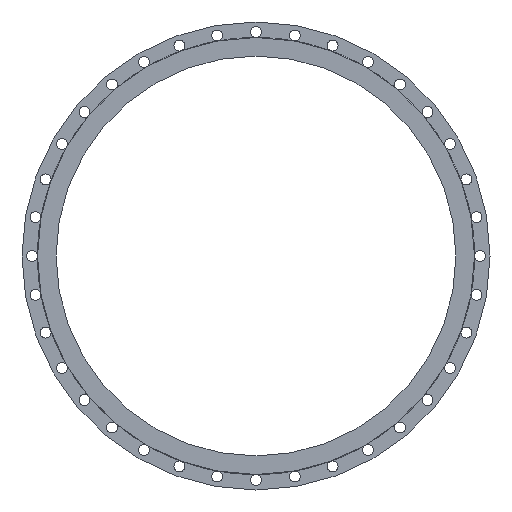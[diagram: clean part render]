
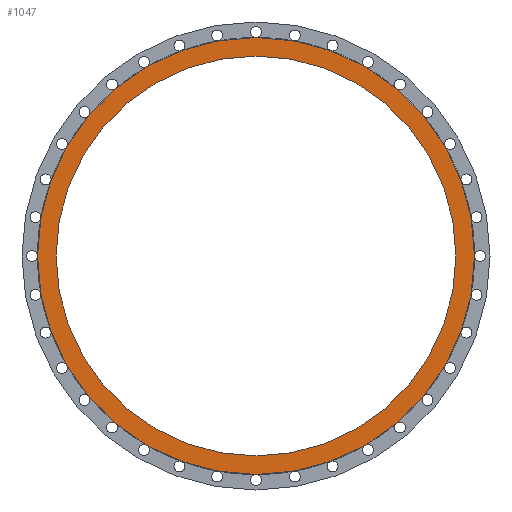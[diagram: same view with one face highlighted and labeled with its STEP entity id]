
A CAD part, left-side view. The second image highlights one B-rep face of the part: STEP entity #1047.
In plain terms, the highlighted planar face has unit normal (-1, 0, 0).
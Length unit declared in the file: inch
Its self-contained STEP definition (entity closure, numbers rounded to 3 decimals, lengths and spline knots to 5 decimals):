
#45 = CIRCLE ( 'NONE', #1044, 17.625 ) ;
#149 = PLANE ( 'NONE',  #3529 ) ;
#202 = DIRECTION ( 'NONE',  ( -1., 0., 0. ) ) ;
#220 = ORIENTED_EDGE ( 'NONE', *, *, #507, .F. ) ;
#341 = CIRCLE ( 'NONE', #1880, 16.125 ) ;
#507 = EDGE_CURVE ( 'NONE', #1415, #811, #341, .T. ) ;
#540 = ORIENTED_EDGE ( 'NONE', *, *, #721, .T. ) ;
#561 = FACE_BOUND ( 'NONE', #2579, .T. ) ;
#679 = EDGE_CURVE ( 'NONE', #3221, #2192, #3042, .T. ) ;
#715 = DIRECTION ( 'NONE',  ( -1., 0., 0. ) ) ;
#721 = EDGE_CURVE ( 'NONE', #2192, #3221, #45, .T. ) ;
#811 = VERTEX_POINT ( 'NONE', #1706 ) ;
#847 = DIRECTION ( 'NONE',  ( -1., 0., 0. ) ) ;
#930 = FACE_OUTER_BOUND ( 'NONE', #1452, .T. ) ;
#1044 = AXIS2_PLACEMENT_3D ( 'NONE', #1557, #202, #1332 ) ;
#1047 = ADVANCED_FACE ( 'NONE', ( #930, #561 ), #149, .T. ) ;
#1089 = CARTESIAN_POINT ( 'NONE',  ( -0.14414, 0., -17.625 ) ) ;
#1116 = CARTESIAN_POINT ( 'NONE',  ( -0.14414, 0., 0. ) ) ;
#1332 = DIRECTION ( 'NONE',  ( 0., 0., 1. ) ) ;
#1415 = VERTEX_POINT ( 'NONE', #1981 ) ;
#1452 = EDGE_LOOP ( 'NONE', ( #2171, #540 ) ) ;
#1504 = DIRECTION ( 'NONE',  ( 0., 0., 1. ) ) ;
#1557 = CARTESIAN_POINT ( 'NONE',  ( -0.14414, 0., 0. ) ) ;
#1591 = AXIS2_PLACEMENT_3D ( 'NONE', #2690, #715, #2165 ) ;
#1706 = CARTESIAN_POINT ( 'NONE',  ( -0.14414, 0., 16.125 ) ) ;
#1843 = DIRECTION ( 'NONE',  ( 0., 0., 1. ) ) ;
#1880 = AXIS2_PLACEMENT_3D ( 'NONE', #2308, #2910, #1504 ) ;
#1981 = CARTESIAN_POINT ( 'NONE',  ( -0.14414, 0., -16.125 ) ) ;
#2165 = DIRECTION ( 'NONE',  ( 0., 0., 1. ) ) ;
#2171 = ORIENTED_EDGE ( 'NONE', *, *, #679, .T. ) ;
#2192 = VERTEX_POINT ( 'NONE', #1089 ) ;
#2308 = CARTESIAN_POINT ( 'NONE',  ( -0.14414, 0., 0. ) ) ;
#2390 = CARTESIAN_POINT ( 'NONE',  ( -0.14414, 0., 17.625 ) ) ;
#2579 = EDGE_LOOP ( 'NONE', ( #2699, #220 ) ) ;
#2663 = AXIS2_PLACEMENT_3D ( 'NONE', #1116, #847, #3386 ) ;
#2687 = DIRECTION ( 'NONE',  ( -1., 0., 0. ) ) ;
#2690 = CARTESIAN_POINT ( 'NONE',  ( -0.14414, 0., 0. ) ) ;
#2699 = ORIENTED_EDGE ( 'NONE', *, *, #3098, .F. ) ;
#2893 = CIRCLE ( 'NONE', #2663, 16.125 ) ;
#2910 = DIRECTION ( 'NONE',  ( -1., 0., 0. ) ) ;
#2936 = CARTESIAN_POINT ( 'NONE',  ( -0.14414, 0., 0. ) ) ;
#3042 = CIRCLE ( 'NONE', #1591, 17.625 ) ;
#3098 = EDGE_CURVE ( 'NONE', #811, #1415, #2893, .T. ) ;
#3221 = VERTEX_POINT ( 'NONE', #2390 ) ;
#3386 = DIRECTION ( 'NONE',  ( 0., 0., 1. ) ) ;
#3529 = AXIS2_PLACEMENT_3D ( 'NONE', #2936, #2687, #1843 ) ;
